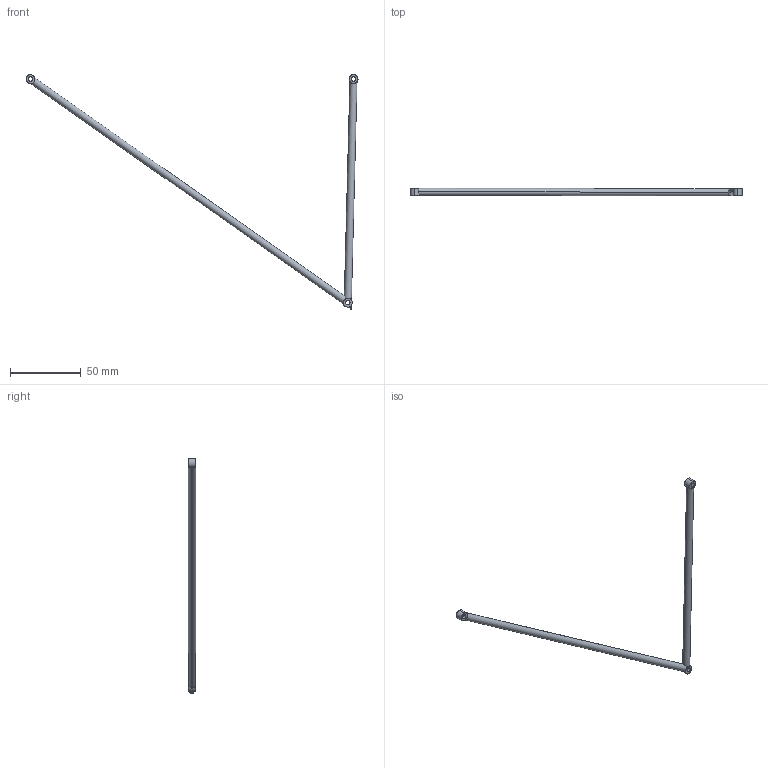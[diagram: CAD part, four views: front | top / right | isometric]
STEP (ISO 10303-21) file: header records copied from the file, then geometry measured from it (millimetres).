
FILE_DESCRIPTION (( 'STEP AP203' ), '1' );
FILE_NAME ('Rear Upper Control Arms(For Sim)_Default_sldprt.STEP', '2022-10-03T14:25:20', ( '' ), ( '' ), 'SwSTEP 2.0', 'SolidWorks 2021', '' );
FILE_SCHEMA (( 'CONFIG_CONTROL_DESIGN' ));
Length unit declared in the file: inch
Products named in the file (1): Rear Upper Control Arms(For Sim)_Default_sldprt
Bounding box: 234.95 x 5.08 x 166.23 mm (x, y, z)
Volume: 8903.2 mm3; surface area: 7254 mm2
Topology: 1 solids, 1 shells, 31 faces, 74 edges, 46 vertices
Faces by surface type: cylinder 25, plane 6
Entity records: 1221 total; most frequent: CARTESIAN_POINT 440, ORIENTED_EDGE 148, DIRECTION 142, EDGE_CURVE 74, AXIS2_PLACEMENT_3D 62, VERTEX_POINT 46, EDGE_LOOP 38, FACE_OUTER_BOUND 31
